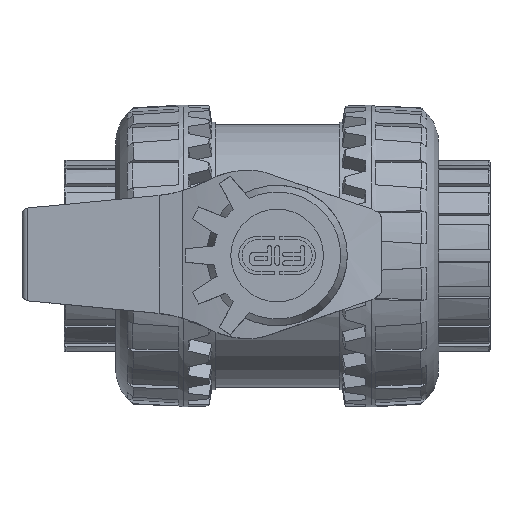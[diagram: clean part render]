
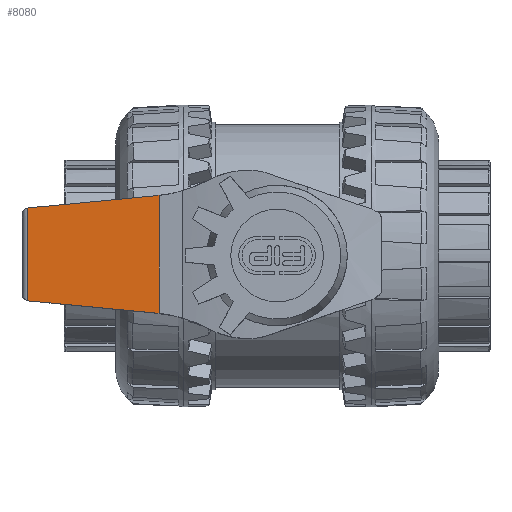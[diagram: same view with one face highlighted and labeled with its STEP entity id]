
A CAD part, top view. The second image highlights one B-rep face of the part: STEP entity #8080.
In plain terms, the highlighted planar face has unit normal (0, 0, 1).
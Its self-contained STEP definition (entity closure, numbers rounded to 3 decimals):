
#289=LINE('',#14774,#703);
#292=LINE('',#14782,#706);
#293=LINE('',#14791,#707);
#294=LINE('',#14795,#708);
#703=VECTOR('',#11064,35.581);
#706=VECTOR('',#11071,26.122);
#707=VECTOR('',#11072,35.581);
#708=VECTOR('',#11075,33.241);
#1522=PLANE('',#9001);
#1653=B_SPLINE_CURVE_WITH_KNOTS('',3,(#14741,#14742,#14743,#14744,#14745,
#14746),.UNSPECIFIED.,.F.,.F.,(4,2,4),(0.,0.017,
0.034),.UNSPECIFIED.);
#1656=B_SPLINE_CURVE_WITH_KNOTS('',3,(#14784,#14785,#14786,#14787,#14788,
#14789),.UNSPECIFIED.,.F.,.F.,(4,2,4),(0.,0.017,0.034),
 .UNSPECIFIED.);
#2055=FACE_OUTER_BOUND('',#2528,.T.);
#2528=EDGE_LOOP('',(#7067,#7068,#7069,#7070,#7071,#7072,#7073,#7074));
#3002=CIRCLE('',#9002,37.672);
#3003=CIRCLE('',#9003,37.672);
#3707=VERTEX_POINT('',#14739);
#3708=VERTEX_POINT('',#14740);
#3712=VERTEX_POINT('',#14773);
#3715=VERTEX_POINT('',#14781);
#3716=VERTEX_POINT('',#14783);
#3717=VERTEX_POINT('',#14790);
#3718=VERTEX_POINT('',#14792);
#3719=VERTEX_POINT('',#14794);
#4859=EDGE_CURVE('',#3707,#3708,#1653,.T.);
#4864=EDGE_CURVE('',#3712,#3708,#289,.T.);
#4868=EDGE_CURVE('',#3707,#3715,#292,.T.);
#4869=EDGE_CURVE('',#3716,#3715,#1656,.T.);
#4870=EDGE_CURVE('',#3716,#3717,#293,.T.);
#4871=EDGE_CURVE('',#3718,#3717,#3002,.T.);
#4872=EDGE_CURVE('',#3719,#3718,#294,.T.);
#4873=EDGE_CURVE('',#3712,#3719,#3003,.T.);
#7067=ORIENTED_EDGE('',*,*,#4859,.F.);
#7068=ORIENTED_EDGE('',*,*,#4868,.T.);
#7069=ORIENTED_EDGE('',*,*,#4869,.F.);
#7070=ORIENTED_EDGE('',*,*,#4870,.T.);
#7071=ORIENTED_EDGE('',*,*,#4871,.F.);
#7072=ORIENTED_EDGE('',*,*,#4872,.F.);
#7073=ORIENTED_EDGE('',*,*,#4873,.F.);
#7074=ORIENTED_EDGE('',*,*,#4864,.T.);
#8080=ADVANCED_FACE('',(#2055),#1522,.T.);
#9001=AXIS2_PLACEMENT_3D('',#14780,#11069,#11070);
#9002=AXIS2_PLACEMENT_3D('',#14793,#11073,#11074);
#9003=AXIS2_PLACEMENT_3D('',#14796,#11076,#11077);
#11064=DIRECTION('',(-0.995,-0.095,0.));
#11069=DIRECTION('center_axis',(0.,0.,1.));
#11070=DIRECTION('ref_axis',(1.,0.,0.));
#11071=DIRECTION('',(0.,-1.,0.));
#11072=DIRECTION('',(0.995,-0.095,0.));
#11073=DIRECTION('center_axis',(0.,0.,1.));
#11074=DIRECTION('ref_axis',(0.278,0.961,0.));
#11075=DIRECTION('',(0.,-1.,0.));
#11076=DIRECTION('center_axis',(0.,0.,1.));
#11077=DIRECTION('ref_axis',(0.278,-0.961,0.));
#14739=CARTESIAN_POINT('',(-70.282,13.391,69.605));
#14740=CARTESIAN_POINT('',(-69.948,13.446,69.605));
#14741=CARTESIAN_POINT('Ctrl Pts',(-70.282,13.391,69.605));
#14742=CARTESIAN_POINT('Ctrl Pts',(-70.227,13.404,69.605));
#14743=CARTESIAN_POINT('Ctrl Pts',(-70.172,13.415,69.605));
#14744=CARTESIAN_POINT('Ctrl Pts',(-70.06,13.433,69.605));
#14745=CARTESIAN_POINT('Ctrl Pts',(-70.004,13.44,69.605));
#14746=CARTESIAN_POINT('Ctrl Pts',(-69.948,13.446,69.605));
#14773=CARTESIAN_POINT('',(-34.528,16.833,69.605));
#14774=CARTESIAN_POINT('',(-34.528,16.833,69.605));
#14780=CARTESIAN_POINT('Origin',(-70.282,47.017,69.605));
#14781=CARTESIAN_POINT('',(-70.282,-12.732,69.605));
#14782=CARTESIAN_POINT('',(-70.282,13.391,69.605));
#14783=CARTESIAN_POINT('',(-69.948,-12.787,69.605));
#14784=CARTESIAN_POINT('Ctrl Pts',(-69.948,-12.787,
69.605));
#14785=CARTESIAN_POINT('Ctrl Pts',(-70.004,-12.782,
69.605));
#14786=CARTESIAN_POINT('Ctrl Pts',(-70.06,-12.774,
69.605));
#14787=CARTESIAN_POINT('Ctrl Pts',(-70.172,-12.756,
69.605));
#14788=CARTESIAN_POINT('Ctrl Pts',(-70.227,-12.745,
69.605));
#14789=CARTESIAN_POINT('Ctrl Pts',(-70.282,-12.732,
69.605));
#14790=CARTESIAN_POINT('',(-34.528,-16.174,69.605));
#14791=CARTESIAN_POINT('',(-69.948,-12.787,69.605));
#14792=CARTESIAN_POINT('',(-33.257,-16.291,69.605));
#14793=CARTESIAN_POINT('Origin',(-37.353,-53.739,69.605));
#14794=CARTESIAN_POINT('',(-33.257,16.95,69.605));
#14795=CARTESIAN_POINT('',(-33.257,16.95,69.605));
#14796=CARTESIAN_POINT('Origin',(-37.353,54.398,69.605));
